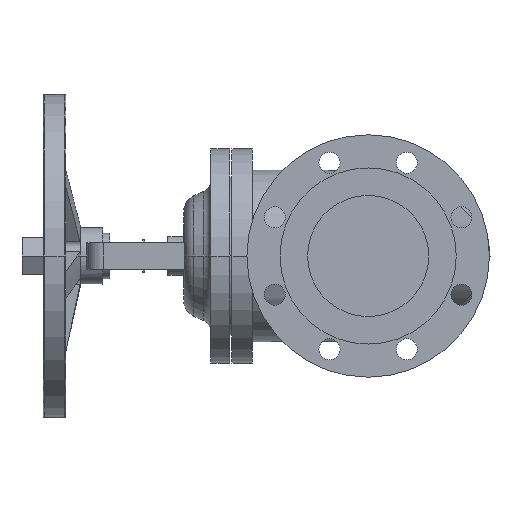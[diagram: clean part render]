
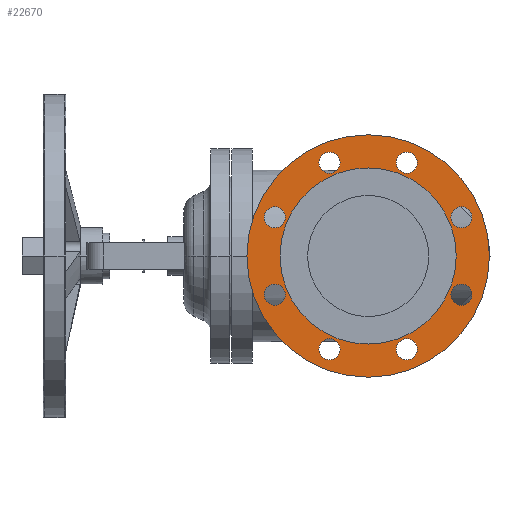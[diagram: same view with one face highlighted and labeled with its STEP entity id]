
A CAD part, left-side view. The second image highlights one B-rep face of the part: STEP entity #22670.
In plain terms, the highlighted planar face has unit normal (-1, 0, 0).
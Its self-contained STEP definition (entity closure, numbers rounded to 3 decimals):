
#10820=CARTESIAN_POINT('',(3.,0.,-150.));
#10830=VERTEX_POINT('',#10820);
#10860=CARTESIAN_POINT('',(3.,0.,0.));
#10870=DIRECTION('',(1.,0.,0.));
#10880=DIRECTION('',(0.,0.,-1.));
#10890=AXIS2_PLACEMENT_3D('',#10860,#10870,#10880);
#10900=CIRCLE('',#10890,150.);
#10910=CARTESIAN_POINT('',(3.,0.,150.));
#10920=VERTEX_POINT('',#10910);
#10930=EDGE_CURVE('',#10920,#10830,#10900,.T.);
#11310=CARTESIAN_POINT('',(3.,47.835,-128.485));
#11320=VERTEX_POINT('',#11310);
#11350=CARTESIAN_POINT('',(3.,47.835,-115.485));
#11360=DIRECTION('',(-1.,0.,0.));
#11370=DIRECTION('',(0.,0.,-1.));
#11380=AXIS2_PLACEMENT_3D('',#11350,#11360,#11370);
#11390=CIRCLE('',#11380,13.);
#11400=CARTESIAN_POINT('',(3.,47.835,-102.485));
#11410=VERTEX_POINT('',#11400);
#11420=EDGE_CURVE('',#11410,#11320,#11390,.T.);
#11800=CARTESIAN_POINT('',(3.,-47.835,-128.485));
#11810=VERTEX_POINT('',#11800);
#11840=CARTESIAN_POINT('',(3.,-47.835,-115.485));
#11850=DIRECTION('',(-1.,0.,0.));
#11860=DIRECTION('',(0.,0.,-1.));
#11870=AXIS2_PLACEMENT_3D('',#11840,#11850,#11860);
#11880=CIRCLE('',#11870,13.);
#11890=CARTESIAN_POINT('',(3.,-47.835,-102.485));
#11900=VERTEX_POINT('',#11890);
#11910=EDGE_CURVE('',#11900,#11810,#11880,.T.);
#12290=CARTESIAN_POINT('',(3.,115.485,-60.835));
#12300=VERTEX_POINT('',#12290);
#12460=CARTESIAN_POINT('',(3.,115.485,-34.835));
#12470=VERTEX_POINT('',#12460);
#12500=CARTESIAN_POINT('',(3.,115.485,-47.835));
#12510=DIRECTION('',(-1.,0.,0.));
#12520=DIRECTION('',(0.,0.,-1.));
#12530=AXIS2_PLACEMENT_3D('',#12500,#12510,#12520);
#12540=CIRCLE('',#12530,13.);
#12550=EDGE_CURVE('',#12300,#12470,#12540,.T.);
#12780=CARTESIAN_POINT('',(3.,-115.485,-60.835));
#12790=VERTEX_POINT('',#12780);
#12950=CARTESIAN_POINT('',(3.,-115.485,-34.835));
#12960=VERTEX_POINT('',#12950);
#12990=CARTESIAN_POINT('',(3.,-115.485,-47.835));
#13000=DIRECTION('',(-1.,0.,0.));
#13010=DIRECTION('',(0.,0.,-1.));
#13020=AXIS2_PLACEMENT_3D('',#12990,#13000,#13010);
#13030=CIRCLE('',#13020,13.);
#13040=EDGE_CURVE('',#12790,#12960,#13030,.T.);
#13270=CARTESIAN_POINT('',(3.,115.485,34.835));
#13280=VERTEX_POINT('',#13270);
#13440=CARTESIAN_POINT('',(3.,115.485,60.835));
#13450=VERTEX_POINT('',#13440);
#13480=CARTESIAN_POINT('',(3.,115.485,47.835));
#13490=DIRECTION('',(-1.,0.,0.));
#13500=DIRECTION('',(0.,0.,-1.));
#13510=AXIS2_PLACEMENT_3D('',#13480,#13490,#13500);
#13520=CIRCLE('',#13510,13.);
#13530=EDGE_CURVE('',#13280,#13450,#13520,.T.);
#13760=CARTESIAN_POINT('',(3.,-115.485,34.835));
#13770=VERTEX_POINT('',#13760);
#13800=CARTESIAN_POINT('',(3.,-115.485,47.835));
#13810=DIRECTION('',(-1.,0.,0.));
#13820=DIRECTION('',(0.,0.,-1.));
#13830=AXIS2_PLACEMENT_3D('',#13800,#13810,#13820);
#13840=CIRCLE('',#13830,13.);
#13850=CARTESIAN_POINT('',(3.,-115.485,60.835));
#13860=VERTEX_POINT('',#13850);
#13870=EDGE_CURVE('',#13860,#13770,#13840,.T.);
#14250=CARTESIAN_POINT('',(3.,47.835,102.485));
#14260=VERTEX_POINT('',#14250);
#14290=CARTESIAN_POINT('',(3.,47.835,115.485));
#14300=DIRECTION('',(-1.,0.,0.));
#14310=DIRECTION('',(0.,0.,-1.));
#14320=AXIS2_PLACEMENT_3D('',#14290,#14300,#14310);
#14330=CIRCLE('',#14320,13.);
#14340=CARTESIAN_POINT('',(3.,47.835,128.485));
#14350=VERTEX_POINT('',#14340);
#14360=EDGE_CURVE('',#14350,#14260,#14330,.T.);
#14740=CARTESIAN_POINT('',(3.,-47.835,102.485));
#14750=VERTEX_POINT('',#14740);
#14780=CARTESIAN_POINT('',(3.,-47.835,115.485));
#14790=DIRECTION('',(-1.,0.,0.));
#14800=DIRECTION('',(0.,0.,-1.));
#14810=AXIS2_PLACEMENT_3D('',#14780,#14790,#14800);
#14820=CIRCLE('',#14810,13.);
#14830=CARTESIAN_POINT('',(3.,-47.835,128.485));
#14840=VERTEX_POINT('',#14830);
#14850=EDGE_CURVE('',#14840,#14750,#14820,.T.);
#15230=CARTESIAN_POINT('',(3.,109.,0.));
#15240=VERTEX_POINT('',#15230);
#15400=CARTESIAN_POINT('',(3.,-109.,0.));
#15410=VERTEX_POINT('',#15400);
#15440=CARTESIAN_POINT('',(3.,0.,0.));
#15450=DIRECTION('',(-1.,0.,0.));
#15460=DIRECTION('',(0.,1.,0.));
#15470=AXIS2_PLACEMENT_3D('',#15440,#15450,#15460);
#15480=CIRCLE('',#15470,109.);
#15490=EDGE_CURVE('',#15240,#15410,#15480,.T.);
#22120=CARTESIAN_POINT('',(3.,129.5,0.));
#22130=DIRECTION('',(1.,0.,0.));
#22140=DIRECTION('',(0.,-1.,0.));
#22150=AXIS2_PLACEMENT_3D('',#22120,#22130,#22140);
#22160=PLANE('',#22150);
#22170=EDGE_CURVE('',#15410,#15240,#15480,.T.);
#22180=ORIENTED_EDGE('',*,*,#22170,.F.);
#22190=ORIENTED_EDGE('',*,*,#15490,.F.);
#22200=EDGE_LOOP('',(#22190,#22180));
#22210=FACE_BOUND('',#22200,.T.);
#22220=EDGE_CURVE('',#10830,#10920,#10900,.T.);
#22230=ORIENTED_EDGE('',*,*,#22220,.F.);
#22240=ORIENTED_EDGE('',*,*,#10930,.F.);
#22250=EDGE_LOOP('',(#22240,#22230));
#22260=FACE_OUTER_BOUND('',#22250,.T.);
#22270=ORIENTED_EDGE('',*,*,#11420,.F.);
#22280=EDGE_CURVE('',#11320,#11410,#11390,.T.);
#22290=ORIENTED_EDGE('',*,*,#22280,.F.);
#22300=EDGE_LOOP('',(#22290,#22270));
#22310=FACE_BOUND('',#22300,.T.);
#22320=EDGE_CURVE('',#11810,#11900,#11880,.T.);
#22330=ORIENTED_EDGE('',*,*,#22320,.F.);
#22340=ORIENTED_EDGE('',*,*,#11910,.F.);
#22350=EDGE_LOOP('',(#22340,#22330));
#22360=FACE_BOUND('',#22350,.T.);
#22370=EDGE_CURVE('',#12470,#12300,#12540,.T.);
#22380=ORIENTED_EDGE('',*,*,#22370,.F.);
#22390=ORIENTED_EDGE('',*,*,#12550,.F.);
#22400=EDGE_LOOP('',(#22390,#22380));
#22410=FACE_BOUND('',#22400,.T.);
#22420=EDGE_CURVE('',#12960,#12790,#13030,.T.);
#22430=ORIENTED_EDGE('',*,*,#22420,.F.);
#22440=ORIENTED_EDGE('',*,*,#13040,.F.);
#22450=EDGE_LOOP('',(#22440,#22430));
#22460=FACE_BOUND('',#22450,.T.);
#22470=EDGE_CURVE('',#13450,#13280,#13520,.T.);
#22480=ORIENTED_EDGE('',*,*,#22470,.F.);
#22490=ORIENTED_EDGE('',*,*,#13530,.F.);
#22500=EDGE_LOOP('',(#22490,#22480));
#22510=FACE_BOUND('',#22500,.T.);
#22520=ORIENTED_EDGE('',*,*,#13870,.F.);
#22530=EDGE_CURVE('',#13770,#13860,#13840,.T.);
#22540=ORIENTED_EDGE('',*,*,#22530,.F.);
#22550=EDGE_LOOP('',(#22540,#22520));
#22560=FACE_BOUND('',#22550,.T.);
#22570=EDGE_CURVE('',#14260,#14350,#14330,.T.);
#22580=ORIENTED_EDGE('',*,*,#22570,.F.);
#22590=ORIENTED_EDGE('',*,*,#14360,.F.);
#22600=EDGE_LOOP('',(#22590,#22580));
#22610=FACE_BOUND('',#22600,.T.);
#22620=ORIENTED_EDGE('',*,*,#14850,.F.);
#22630=EDGE_CURVE('',#14750,#14840,#14820,.T.);
#22640=ORIENTED_EDGE('',*,*,#22630,.F.);
#22650=EDGE_LOOP('',(#22640,#22620));
#22660=FACE_BOUND('',#22650,.T.);
#22670=ADVANCED_FACE('',(#22210,#22260,#22310,#22360,#22410,#22460,
#22510,#22560,#22610,#22660),#22160,.F.);
